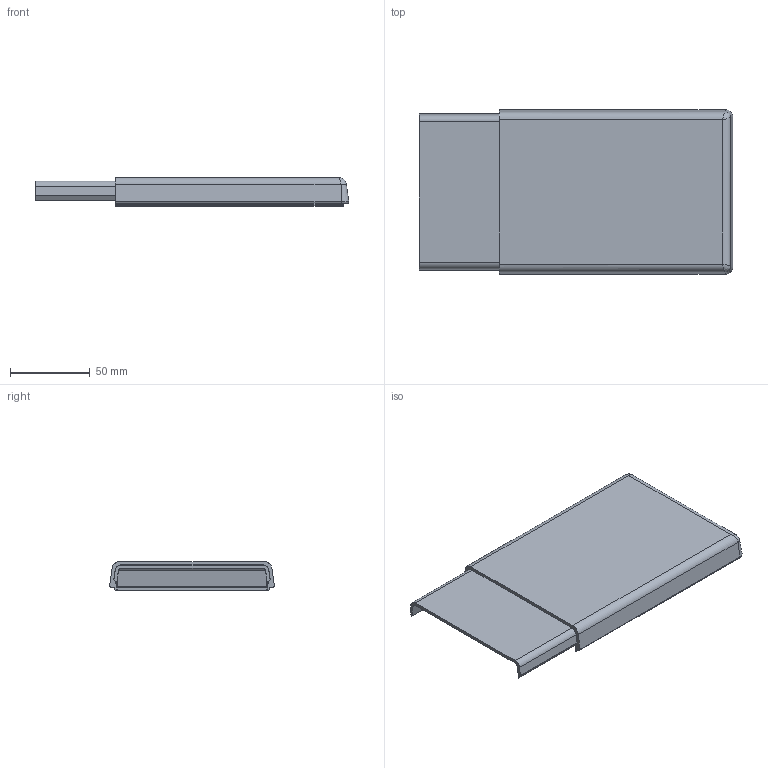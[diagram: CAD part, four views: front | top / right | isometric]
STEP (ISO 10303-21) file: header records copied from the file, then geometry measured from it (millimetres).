
FILE_DESCRIPTION(/* description */ (''),/* implementation_level */ '2;1');
FILE_NAME(/* name */ 'keyboard-cover-source-step.step',/* time_stamp */ '2025-07-28T11:12:56-07:00',/* author */ (''),/* organization */ (''),/* preprocessor_version */ 'ST-DEVELOPER v20.1',/* originating_system */ 'Autodesk Translation Framework v14.10.0.0',/* authorisation */ '');
FILE_SCHEMA (('AUTOMOTIVE_DESIGN { 1 0 10303 214 3 1 1 }'));
Length unit declared in the file: millimetre
Products named in the file (4): Keyboard Cover; Main; Left; Right
Assembly tree (3 placements, depth 3):
  Keyboard Cover
    Main
      Left
      Right
Bounding box: 197.25 x 103.6 x 18.2 mm (x, y, z)
Volume: 89911.2 mm3; surface area: 64317.3 mm2
Topology: 2 solids, 2 shells, 80 faces, 200 edges, 120 vertices
Faces by surface type: plane 36, cylinder 28, torus 6, cone 6, bspline 4
Entity records: 2721 total; most frequent: CARTESIAN_POINT 719, DIRECTION 418, ORIENTED_EDGE 392, EDGE_CURVE 196, AXIS2_PLACEMENT_3D 145, LINE 128, VECTOR 128, VERTEX_POINT 120
